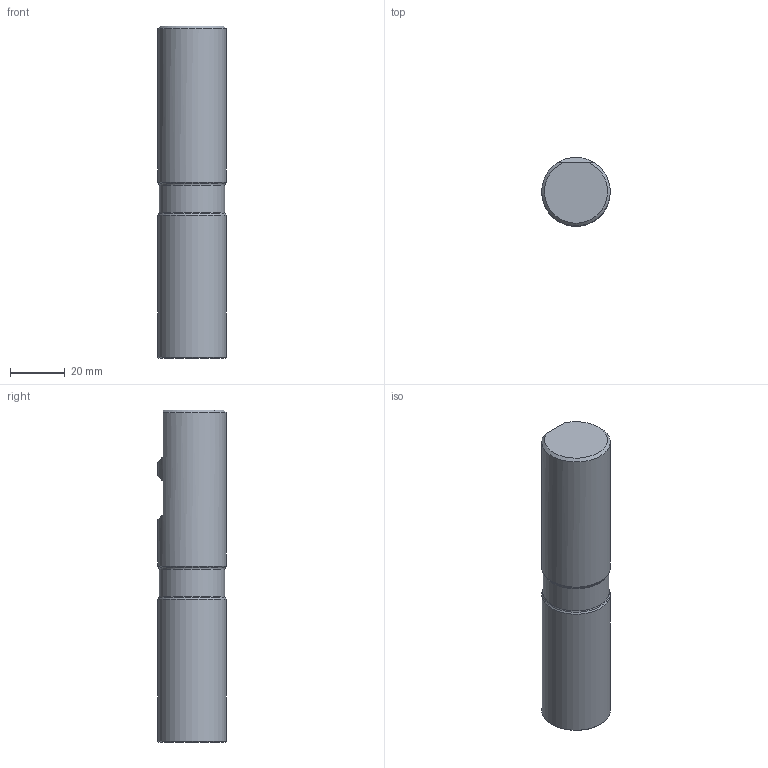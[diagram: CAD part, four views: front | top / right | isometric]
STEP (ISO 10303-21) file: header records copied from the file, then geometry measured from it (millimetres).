
FILE_DESCRIPTION(/* description */ (''),/* implementation_level */ '2;1');
FILE_NAME(/* name */ 'TOOL.STP',/* time_stamp */ '2023-03-28T10:01:06+02:00',/* author */ (''),/* organization */ ('SMS'),/* preprocessor_version */ 'ST-DEVELOPER v16.7',/* originating_system */ 'SIEMENS PLM Software NX 12.0',/* authorisation */ '');
FILE_SCHEMA (('AUTOMOTIVE_DESIGN { 1 0 10303 214 3 1 1 1 }'));
Length unit declared in the file: millimetre
Products named in the file (1): Tool
Bounding box: 25 x 25 x 121 mm (x, y, z)
Volume: 58350.5 mm3; surface area: 11378.9 mm2
Topology: 2 solids, 2 shells, 18 faces, 35 edges, 25 vertices
Faces by surface type: plane 9, cone 4, cylinder 3, torus 2
Full cylindrical faces by diameter (mm): 24 x1, 25 x2
Entity records: 495 total; most frequent: CARTESIAN_POINT 90, DIRECTION 80, ORIENTED_EDGE 48, AXIS2_PLACEMENT_3D 36, EDGE_LOOP 27, EDGE_CURVE 24, VERTEX_POINT 19, ADVANCED_FACE 18
